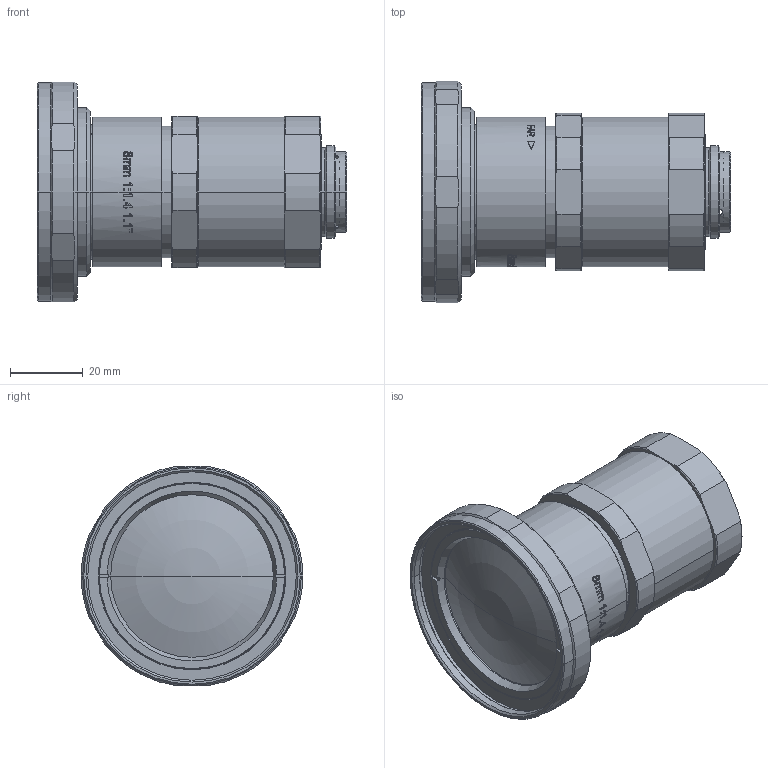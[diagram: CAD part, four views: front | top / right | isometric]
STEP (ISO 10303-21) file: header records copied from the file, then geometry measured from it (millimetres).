
FILE_DESCRIPTION(('FreeCAD Model'),'2;1');
FILE_NAME('Open CASCADE Shape Model','2025-01-22T08:55:50',('Author'),( ''),'Open CASCADE STEP processor 7.8','FreeCAD','Unknown');
FILE_SCHEMA(('AUTOMOTIVE_DESIGN { 1 0 10303 214 1 1 1 1 }'));
Length unit declared in the file: millimetre
Products named in the file (17): VA-LCM-5MP-08MM-F1.4-011; 505_AF0; 203_AF0_ASM; 503_AF0; 604_AF0_ASM; 315_AF0; SOLID; SHELL; 311_AF0; 202_AF0_ASM; 308_AF0; 201_AF0_ASM; 501_AF0; 301_AF0; 511_AF0; 506_AF0; 507_AF0
Assembly tree (16 placements, depth 5):
  VA-LCM-5MP-08MM-F1.4-011
    505_AF0
    203_AF0_ASM
      503_AF0
      604_AF0_ASM
        315_AF0
          SOLID
          SHELL
      311_AF0
    202_AF0_ASM
      308_AF0
    201_AF0_ASM
      501_AF0
      301_AF0
      511_AF0
    506_AF0
    507_AF0
Bounding box: 84.85 x 60.8 x 60.2 mm (x, y, z)
Volume: 24836.8 mm3; surface area: 37125.9 mm2
Topology: 8 solids, 11 shells, 564 faces, 1464 edges, 954 vertices
Faces by surface type: plane 197, bspline 162, cylinder 117, cone 84, sphere 4
Entity records: 29495 total; most frequent: CARTESIAN_POINT 14057, ORIENTED_EDGE 2900, DIRECTION 2249, EDGE_CURVE 1456, VERTEX_POINT 954, AXIS2_PLACEMENT_3D 805, LINE 639, VECTOR 639
